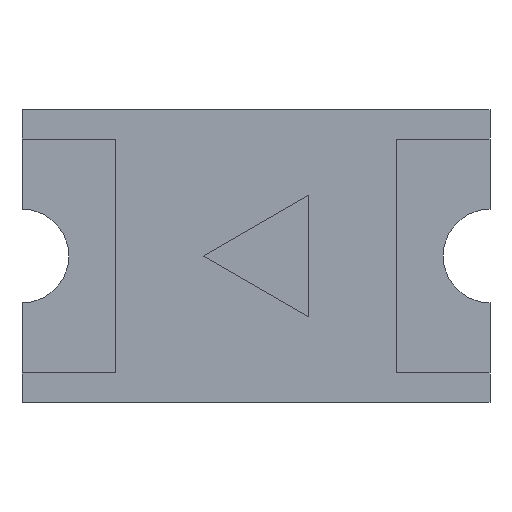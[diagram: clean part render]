
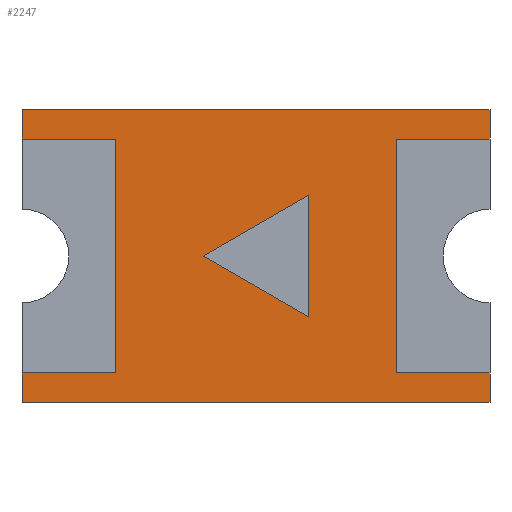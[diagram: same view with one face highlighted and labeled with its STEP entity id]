
A CAD part, front view. The second image highlights one B-rep face of the part: STEP entity #2247.
In plain terms, the highlighted planar face has unit normal (0, -1, 0).
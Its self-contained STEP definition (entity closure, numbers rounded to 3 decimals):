
#16 = VERTEX_POINT ( 'NONE', #790 ) ;
#59 = LINE ( 'NONE', #595, #1216 ) ;
#62 = EDGE_CURVE ( 'NONE', #929, #774, #2303, .T. ) ;
#66 = LINE ( 'NONE', #218, #1281 ) ;
#76 = ORIENTED_EDGE ( 'NONE', *, *, #1277, .F. ) ;
#106 = CARTESIAN_POINT ( 'NONE',  ( 0., 0., 0.625 ) ) ;
#114 = ORIENTED_EDGE ( 'NONE', *, *, #1879, .T. ) ;
#116 = EDGE_CURVE ( 'NONE', #1917, #811, #66, .T. ) ;
#131 = DIRECTION ( 'NONE',  ( -1., 0., 0. ) ) ;
#149 = CARTESIAN_POINT ( 'NONE',  ( 0.6, 0., -0.5 ) ) ;
#169 = CARTESIAN_POINT ( 'NONE',  ( -1., 0., -0.5 ) ) ;
#202 = ORIENTED_EDGE ( 'NONE', *, *, #2209, .T. ) ;
#218 = CARTESIAN_POINT ( 'NONE',  ( -1., 0., 0. ) ) ;
#235 = VERTEX_POINT ( 'NONE', #872 ) ;
#239 = ORIENTED_EDGE ( 'NONE', *, *, #1392, .F. ) ;
#284 = LINE ( 'NONE', #1070, #1186 ) ;
#338 = ORIENTED_EDGE ( 'NONE', *, *, #464, .F. ) ;
#381 = LINE ( 'NONE', #2501, #782 ) ;
#391 = VERTEX_POINT ( 'NONE', #504 ) ;
#394 = LINE ( 'NONE', #1157, #988 ) ;
#405 = EDGE_CURVE ( 'NONE', #2459, #1600, #2507, .T. ) ;
#406 = DIRECTION ( 'NONE',  ( -1., 0., 0. ) ) ;
#421 = VECTOR ( 'NONE', #1646, 1000. ) ;
#434 = CARTESIAN_POINT ( 'NONE',  ( -0.225, 0., 0. ) ) ;
#464 = EDGE_CURVE ( 'NONE', #1689, #1355, #59, .T. ) ;
#468 = AXIS2_PLACEMENT_3D ( 'NONE', #473, #685, #2013 ) ;
#473 = CARTESIAN_POINT ( 'NONE',  ( 0., 0., 0. ) ) ;
#488 = CARTESIAN_POINT ( 'NONE',  ( -1., 0., 0. ) ) ;
#504 = CARTESIAN_POINT ( 'NONE',  ( 1., 0., 0.5 ) ) ;
#508 = ORIENTED_EDGE ( 'NONE', *, *, #62, .F. ) ;
#541 = CARTESIAN_POINT ( 'NONE',  ( -0.225, 0., 0. ) ) ;
#551 = DIRECTION ( 'NONE',  ( 0.866, 0., -0.5 ) ) ;
#552 = DIRECTION ( 'NONE',  ( -0.866, 0., -0.5 ) ) ;
#581 = DIRECTION ( 'NONE',  ( 0., 0., -1. ) ) ;
#595 = CARTESIAN_POINT ( 'NONE',  ( 1., 0., 0. ) ) ;
#612 = LINE ( 'NONE', #2478, #2133 ) ;
#643 = VECTOR ( 'NONE', #131, 1000. ) ;
#657 = EDGE_CURVE ( 'NONE', #774, #1689, #284, .T. ) ;
#685 = DIRECTION ( 'NONE',  ( 0., 1., 0. ) ) ;
#705 = ORIENTED_EDGE ( 'NONE', *, *, #2513, .F. ) ;
#747 = DIRECTION ( 'NONE',  ( 1., 0., 0. ) ) ;
#769 = CARTESIAN_POINT ( 'NONE',  ( 0.225, 0., -0.26 ) ) ;
#774 = VERTEX_POINT ( 'NONE', #149 ) ;
#782 = VECTOR ( 'NONE', #406, 1000. ) ;
#784 = EDGE_CURVE ( 'NONE', #1435, #1565, #882, .T. ) ;
#790 = CARTESIAN_POINT ( 'NONE',  ( 1., 0., 0.625 ) ) ;
#811 = VERTEX_POINT ( 'NONE', #2275 ) ;
#872 = CARTESIAN_POINT ( 'NONE',  ( -0.6, 0., 0.5 ) ) ;
#877 = CARTESIAN_POINT ( 'NONE',  ( 1., 0., -0.5 ) ) ;
#882 = LINE ( 'NONE', #1492, #2505 ) ;
#883 = DIRECTION ( 'NONE',  ( 1., 0., 0. ) ) ;
#893 = LINE ( 'NONE', #769, #1254 ) ;
#917 = CARTESIAN_POINT ( 'NONE',  ( -0.6, 0., 0.5 ) ) ;
#929 = VERTEX_POINT ( 'NONE', #1401 ) ;
#983 = FACE_OUTER_BOUND ( 'NONE', #1810, .T. ) ;
#988 = VECTOR ( 'NONE', #2496, 1000. ) ;
#991 = ORIENTED_EDGE ( 'NONE', *, *, #1739, .F. ) ;
#1070 = CARTESIAN_POINT ( 'NONE',  ( 0.6, 0., -0.5 ) ) ;
#1116 = LINE ( 'NONE', #106, #2010 ) ;
#1157 = CARTESIAN_POINT ( 'NONE',  ( 0., 0., -0.625 ) ) ;
#1186 = VECTOR ( 'NONE', #883, 1000. ) ;
#1216 = VECTOR ( 'NONE', #581, 1000. ) ;
#1254 = VECTOR ( 'NONE', #551, 1000. ) ;
#1269 = LINE ( 'NONE', #541, #2383 ) ;
#1277 = EDGE_CURVE ( 'NONE', #1600, #1507, #1269, .T. ) ;
#1278 = DIRECTION ( 'NONE',  ( 0., 0., 1. ) ) ;
#1281 = VECTOR ( 'NONE', #2368, 1000. ) ;
#1337 = CARTESIAN_POINT ( 'NONE',  ( -1., 0., -0.625 ) ) ;
#1355 = VERTEX_POINT ( 'NONE', #1911 ) ;
#1362 = CARTESIAN_POINT ( 'NONE',  ( 1., 0., 0.5 ) ) ;
#1392 = EDGE_CURVE ( 'NONE', #235, #811, #381, .T. ) ;
#1401 = CARTESIAN_POINT ( 'NONE',  ( 0.6, 0., 0.5 ) ) ;
#1435 = VERTEX_POINT ( 'NONE', #169 ) ;
#1438 = ORIENTED_EDGE ( 'NONE', *, *, #657, .F. ) ;
#1486 = DIRECTION ( 'NONE',  ( 1., 0., 0. ) ) ;
#1492 = CARTESIAN_POINT ( 'NONE',  ( -0.6, 0., -0.5 ) ) ;
#1500 = DIRECTION ( 'NONE',  ( 0., 0., 1. ) ) ;
#1507 = VERTEX_POINT ( 'NONE', #434 ) ;
#1565 = VERTEX_POINT ( 'NONE', #1788 ) ;
#1600 = VERTEX_POINT ( 'NONE', #2169 ) ;
#1604 = DIRECTION ( 'NONE',  ( 0., 0., -1. ) ) ;
#1646 = DIRECTION ( 'NONE',  ( 0., 0., -1. ) ) ;
#1649 = VECTOR ( 'NONE', #1500, 1000. ) ;
#1689 = VERTEX_POINT ( 'NONE', #877 ) ;
#1739 = EDGE_CURVE ( 'NONE', #1917, #16, #1116, .T. ) ;
#1779 = EDGE_LOOP ( 'NONE', ( #2131, #705, #76 ) ) ;
#1788 = CARTESIAN_POINT ( 'NONE',  ( -0.6, 0., -0.5 ) ) ;
#1810 = EDGE_LOOP ( 'NONE', ( #2455, #239, #2288, #2465, #202, #114, #338, #1438, #508, #2043, #2007, #991 ) ) ;
#1833 = LINE ( 'NONE', #917, #1649 ) ;
#1879 = EDGE_CURVE ( 'NONE', #2016, #1355, #394, .T. ) ;
#1882 = VECTOR ( 'NONE', #1278, 1000. ) ;
#1895 = CARTESIAN_POINT ( 'NONE',  ( 0.225, 0., 0.26 ) ) ;
#1911 = CARTESIAN_POINT ( 'NONE',  ( 1., 0., -0.625 ) ) ;
#1916 = FACE_BOUND ( 'NONE', #1779, .T. ) ;
#1917 = VERTEX_POINT ( 'NONE', #2302 ) ;
#1937 = CARTESIAN_POINT ( 'NONE',  ( 0.225, 0., -0.26 ) ) ;
#1970 = EDGE_CURVE ( 'NONE', #16, #391, #612, .T. ) ;
#1997 = EDGE_CURVE ( 'NONE', #391, #929, #2252, .T. ) ;
#1999 = VECTOR ( 'NONE', #1604, 1000. ) ;
#2007 = ORIENTED_EDGE ( 'NONE', *, *, #1970, .F. ) ;
#2010 = VECTOR ( 'NONE', #1486, 1000. ) ;
#2013 = DIRECTION ( 'NONE',  ( 0., 0., 1. ) ) ;
#2016 = VERTEX_POINT ( 'NONE', #1337 ) ;
#2036 = LINE ( 'NONE', #488, #421 ) ;
#2043 = ORIENTED_EDGE ( 'NONE', *, *, #1997, .F. ) ;
#2047 = PLANE ( 'NONE',  #468 ) ;
#2131 = ORIENTED_EDGE ( 'NONE', *, *, #405, .F. ) ;
#2133 = VECTOR ( 'NONE', #2323, 1000. ) ;
#2169 = CARTESIAN_POINT ( 'NONE',  ( 0.225, 0., 0.26 ) ) ;
#2173 = CARTESIAN_POINT ( 'NONE',  ( 0.6, 0., 0.5 ) ) ;
#2209 = EDGE_CURVE ( 'NONE', #1435, #2016, #2036, .T. ) ;
#2247 = ADVANCED_FACE ( 'NONE', ( #1916, #983 ), #2047, .F. ) ;
#2252 = LINE ( 'NONE', #1362, #643 ) ;
#2275 = CARTESIAN_POINT ( 'NONE',  ( -1., 0., 0.5 ) ) ;
#2288 = ORIENTED_EDGE ( 'NONE', *, *, #2407, .F. ) ;
#2302 = CARTESIAN_POINT ( 'NONE',  ( -1., 0., 0.625 ) ) ;
#2303 = LINE ( 'NONE', #2173, #1999 ) ;
#2323 = DIRECTION ( 'NONE',  ( 0., 0., -1. ) ) ;
#2368 = DIRECTION ( 'NONE',  ( 0., 0., -1. ) ) ;
#2383 = VECTOR ( 'NONE', #552, 1000. ) ;
#2407 = EDGE_CURVE ( 'NONE', #1565, #235, #1833, .T. ) ;
#2455 = ORIENTED_EDGE ( 'NONE', *, *, #116, .T. ) ;
#2459 = VERTEX_POINT ( 'NONE', #1937 ) ;
#2465 = ORIENTED_EDGE ( 'NONE', *, *, #784, .F. ) ;
#2478 = CARTESIAN_POINT ( 'NONE',  ( 1., 0., 0. ) ) ;
#2496 = DIRECTION ( 'NONE',  ( 1., 0., 0. ) ) ;
#2501 = CARTESIAN_POINT ( 'NONE',  ( -1., 0., 0.5 ) ) ;
#2505 = VECTOR ( 'NONE', #747, 1000. ) ;
#2507 = LINE ( 'NONE', #1895, #1882 ) ;
#2513 = EDGE_CURVE ( 'NONE', #1507, #2459, #893, .T. ) ;
